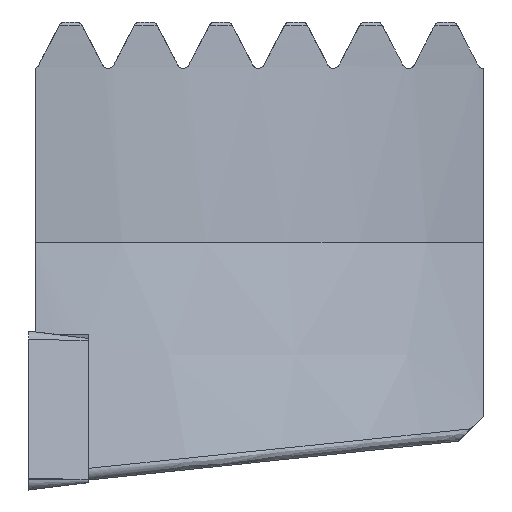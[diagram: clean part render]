
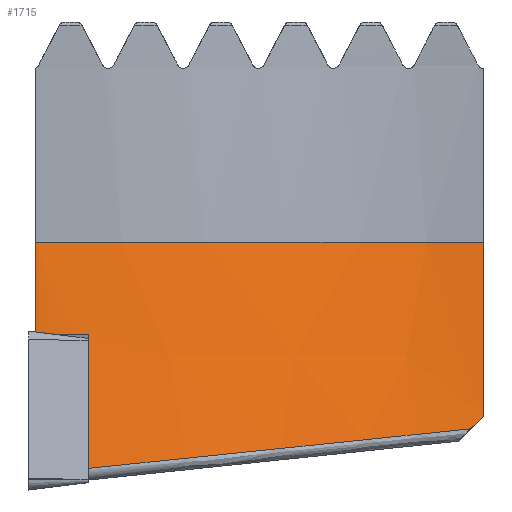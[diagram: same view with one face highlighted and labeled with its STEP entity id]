
A CAD part, left-side view. The second image highlights one B-rep face of the part: STEP entity #1715.
In plain terms, the highlighted conical face has half-angle 10 degrees and reference radius 45 mm.
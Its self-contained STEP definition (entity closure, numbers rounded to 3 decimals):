
#1505=EDGE_CURVE('NONE',#2269,#2357,#4062,.T.);
#1557=EDGE_CURVE('NONE',#1635,#3287,#4122,.F.);
#1593=EDGE_CURVE('NONE',#2517,#2269,#4158,.T.);
#1635=VERTEX_POINT('NONE',#4204);
#1705=EDGE_CURVE('NONE',#2693,#1739,#4282,.T.);
#1715=ADVANCED_FACE('NONE',(#4293),#4294,.T.);
#1739=VERTEX_POINT('NONE',#4321);
#1869=EDGE_CURVE('NONE',#2693,#3287,#4465,.F.);
#1997=VERTEX_POINT('NONE',#4605);
#2269=VERTEX_POINT('NONE',#4900);
#2357=VERTEX_POINT('NONE',#4998);
#2417=EDGE_CURVE('NONE',#1997,#2517,#5061,.T.);
#2517=VERTEX_POINT('NONE',#5171);
#2693=VERTEX_POINT('NONE',#5354);
#2841=EDGE_CURVE('NONE',#3023,#1635,#5520,.T.);
#2901=EDGE_CURVE('NONE',#3023,#1997,#5583,.T.);
#3023=VERTEX_POINT('NONE',#5719);
#3287=VERTEX_POINT('NONE',#6005);
#3683=EDGE_CURVE('NONE',#1739,#2357,#6449,.F.);
#4062=B_SPLINE_CURVE_WITH_KNOTS('',3,(#7955,#7956,#7957,#7958,#7959,#7960,#7961,#7962,#7963,#7964,#7965,#7966,#7967,#7968,#7969,#7970),.UNSPECIFIED.,.F.,.F.,(4,3,3,3,3,4),(0.0,0.2,0.4,0.667,0.834,1.0),.UNSPECIFIED.);
#4122=LINE('',#8062,#8063);
#4158=CIRCLE('',#8146,48.188);
#4204=CARTESIAN_POINT('',(2.736,-0.56,12.636));
#4282=(B_SPLINE_CURVE(2,(#8462,#8463,#8464),.UNSPECIFIED.,.F.,.F.)B_SPLINE_CURVE_WITH_KNOTS((3,3),(1.415,15.853),.UNSPECIFIED.)RATIONAL_B_SPLINE_CURVE((1.,1.001,1.))BOUNDED_CURVE()REPRESENTATION_ITEM('')GEOMETRIC_REPRESENTATION_ITEM()CURVE());
#4293=FACE_OUTER_BOUND('',#8502,.T.);
#4294=CONICAL_SURFACE('',#8503,45.0,0.175);
#4321=CARTESIAN_POINT('',(18.085,-36.36,5.903));
#4465=CIRCLE('',#8934,45.0);
#4605=CARTESIAN_POINT('',(2.915,-4.76,12.465));
#4900=CARTESIAN_POINT('',(1.016,-4.791,1.73));
#4998=CARTESIAN_POINT('',(16.679,-35.346,4.889));
#5061=(B_SPLINE_CURVE(2,(#10357,#10358,#10359),.UNSPECIFIED.,.F.,.F.)B_SPLINE_CURVE_WITH_KNOTS((3,3),(1.311,12.213),.UNSPECIFIED.)RATIONAL_B_SPLINE_CURVE((1.,1.,1.))BOUNDED_CURVE()REPRESENTATION_ITEM('')GEOMETRIC_REPRESENTATION_ITEM()CURVE());
#5171=CARTESIAN_POINT('',(1.013,-4.76,1.73));
#5354=CARTESIAN_POINT('',(22.0,-36.36,19.81));
#5520=ELLIPSE('',#11348,46.579,46.27);
#5583=CIRCLE('',#11471,46.295);
#5719=CARTESIAN_POINT('',(2.736,-2.06,12.465));
#6005=CARTESIAN_POINT('',(4.,-0.56,19.81));
#6449=ELLIPSE('',#13738,78.526,54.656);
#7955=CARTESIAN_POINT('',(1.016,-4.791,1.73));
#7956=CARTESIAN_POINT('',(1.273,-7.112,1.97));
#7957=CARTESIAN_POINT('',(1.699,-9.419,2.209));
#7958=CARTESIAN_POINT('',(2.29,-11.681,2.443));
#7959=CARTESIAN_POINT('',(2.881,-13.943,2.677));
#7960=CARTESIAN_POINT('',(3.636,-16.163,2.906));
#7961=CARTESIAN_POINT('',(4.549,-18.317,3.129));
#7962=CARTESIAN_POINT('',(5.767,-21.193,3.426));
#7963=CARTESIAN_POINT('',(7.265,-23.951,3.711));
#7964=CARTESIAN_POINT('',(9.017,-26.539,3.979));
#7965=CARTESIAN_POINT('',(10.109,-28.154,4.145));
#7966=CARTESIAN_POINT('',(11.3,-29.703,4.306));
#7967=CARTESIAN_POINT('',(12.581,-31.175,4.458));
#7968=CARTESIAN_POINT('',(13.86,-32.646,4.61));
#7969=CARTESIAN_POINT('',(15.23,-34.041,4.754));
#7970=CARTESIAN_POINT('',(16.679,-35.346,4.889));
#8062=CARTESIAN_POINT('',(3.368,-0.56,16.223));
#8063=VECTOR('',#14352,1.0);
#8146=AXIS2_PLACEMENT_3D('',#14368,#14369,#14370);
#8462=CARTESIAN_POINT('',(22.0,-36.36,19.81));
#8463=CARTESIAN_POINT('',(20.095,-36.36,13.326));
#8464=CARTESIAN_POINT('',(18.085,-36.36,5.903));
#8502=EDGE_LOOP('',(#14545,#14546,#14547,#14548,#14549,#14550,#14551,#14552,#14553));
#8503=AXIS2_PLACEMENT_3D('',#14554,#14555,#14556);
#8934=AXIS2_PLACEMENT_3D('',#14735,#14736,#14737);
#10357=CARTESIAN_POINT('',(2.915,-4.76,12.465));
#10358=CARTESIAN_POINT('',(1.983,-4.76,7.206));
#10359=CARTESIAN_POINT('',(1.013,-4.76,1.73));
#11348=AXIS2_PLACEMENT_3D('',#15824,#15825,#15826);
#11471=AXIS2_PLACEMENT_3D('',#15881,#15882,#15883);
#13738=AXIS2_PLACEMENT_3D('',#16865,#16866,#16867);
#14352=DIRECTION('',(-0.174,0.,-0.985));
#14368=CARTESIAN_POINT('',(49.0,-0.36,1.73));
#14369=DIRECTION('',(0.,0.,1.0));
#14370=DIRECTION('',(0.,1.0,0.));
#14545=ORIENTED_EDGE('',*,*,#3683,.F.);
#14546=ORIENTED_EDGE('',*,*,#1705,.F.);
#14547=ORIENTED_EDGE('',*,*,#1869,.T.);
#14548=ORIENTED_EDGE('',*,*,#1557,.F.);
#14549=ORIENTED_EDGE('',*,*,#2841,.F.);
#14550=ORIENTED_EDGE('',*,*,#2901,.T.);
#14551=ORIENTED_EDGE('',*,*,#2417,.T.);
#14552=ORIENTED_EDGE('',*,*,#1593,.T.);
#14553=ORIENTED_EDGE('',*,*,#1505,.T.);
#14554=CARTESIAN_POINT('',(49.0,-0.36,19.81));
#14555=DIRECTION('',(0.,0.,-1.0));
#14556=DIRECTION('',(0.,1.0,0.));
#14735=CARTESIAN_POINT('',(49.0,-0.36,19.81));
#14736=DIRECTION('',(0.,0.,1.0));
#14737=DIRECTION('',(0.,1.0,0.));
#15824=CARTESIAN_POINT('',(49.,-1.29,12.553));
#15825=DIRECTION('',(0.,0.113,-0.994));
#15826=DIRECTION('',(0.,-0.994,-0.113));
#15881=CARTESIAN_POINT('',(49.0,-0.36,12.465));
#15882=DIRECTION('',(0.,0.,1.0));
#15883=DIRECTION('',(0.,1.0,0.));
#16865=CARTESIAN_POINT('',(49.0,9.431,-39.888));
#16866=DIRECTION('',(0.,0.707,0.707));
#16867=DIRECTION('',(0.,-0.707,0.707));
